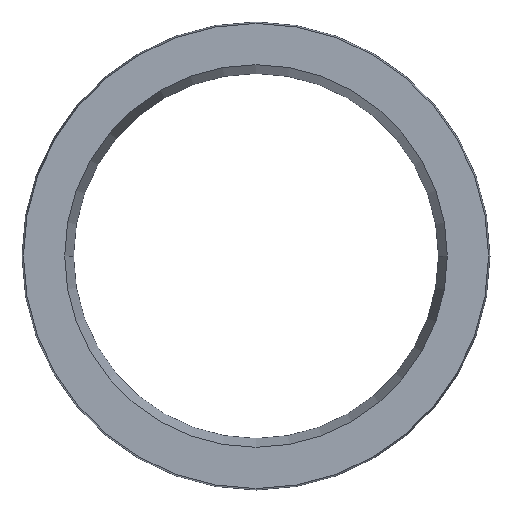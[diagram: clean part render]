
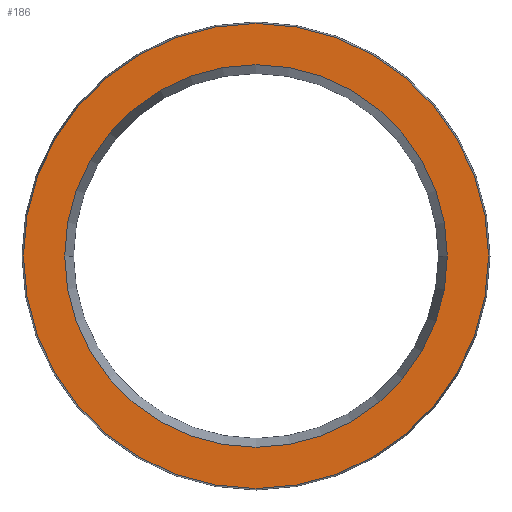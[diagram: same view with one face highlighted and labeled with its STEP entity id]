
A CAD part, front view. The second image highlights one B-rep face of the part: STEP entity #186.
In plain terms, the highlighted planar face has unit normal (0, -1, 0).
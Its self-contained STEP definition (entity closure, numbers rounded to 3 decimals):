
#43=CARTESIAN_POINT('',(12.5,0.,0.));
#44=DIRECTION('',(0.,-1.,0.));
#45=DIRECTION('',(1.,0.,0.));
#46=AXIS2_PLACEMENT_3D('',#43,#44,#45);
#48=CARTESIAN_POINT('',(12.5,0.,0.));
#49=DIRECTION('',(0.,-1.,0.));
#50=DIRECTION('',(-1.,0.,0.));
#51=AXIS2_PLACEMENT_3D('',#48,#49,#50);
#53=CARTESIAN_POINT('',(12.5,0.,0.));
#54=DIRECTION('',(0.,1.,0.));
#55=DIRECTION('',(-1.,0.,0.));
#56=AXIS2_PLACEMENT_3D('',#53,#54,#55);
#58=CARTESIAN_POINT('',(12.5,0.,0.));
#59=DIRECTION('',(0.,1.,0.));
#60=DIRECTION('',(1.,0.,0.));
#61=AXIS2_PLACEMENT_3D('',#58,#59,#60);
#76=CARTESIAN_POINT('',(-0.295,0.,0.));
#77=CARTESIAN_POINT('',(25.295,0.,0.));
#78=VERTEX_POINT('',#76);
#79=VERTEX_POINT('',#77);
#88=CARTESIAN_POINT('',(-3.054,0.,0.));
#89=VERTEX_POINT('',#88);
#90=CARTESIAN_POINT('',(28.054,0.,0.));
#91=VERTEX_POINT('',#90);
#172=CARTESIAN_POINT('',(26.674,0.,0.));
#173=DIRECTION('',(0.,-1.,0.));
#174=DIRECTION('',(-1.,0.,0.));
#175=AXIS2_PLACEMENT_3D('',#172,#173,#174);
#176=PLANE('',#175);
#177=ORIENTED_EDGE('',*,*,#162,.F.);
#179=ORIENTED_EDGE('',*,*,#178,.F.);
#180=EDGE_LOOP('',(#177,#179));
#181=FACE_OUTER_BOUND('',#180,.F.);
#182=ORIENTED_EDGE('',*,*,#107,.F.);
#183=ORIENTED_EDGE('',*,*,#121,.F.);
#184=EDGE_LOOP('',(#182,#183));
#185=FACE_BOUND('',#184,.F.);
#186=ADVANCED_FACE('',(#181,#185),#176,.T.);
#47=CIRCLE('',#46,15.554);
#52=CIRCLE('',#51,15.554);
#57=CIRCLE('',#56,12.795);
#62=CIRCLE('',#61,12.795);
#107=EDGE_CURVE('',#78,#79,#57,.T.);
#121=EDGE_CURVE('',#79,#78,#62,.T.);
#162=EDGE_CURVE('',#91,#89,#47,.T.);
#178=EDGE_CURVE('',#89,#91,#52,.T.);
